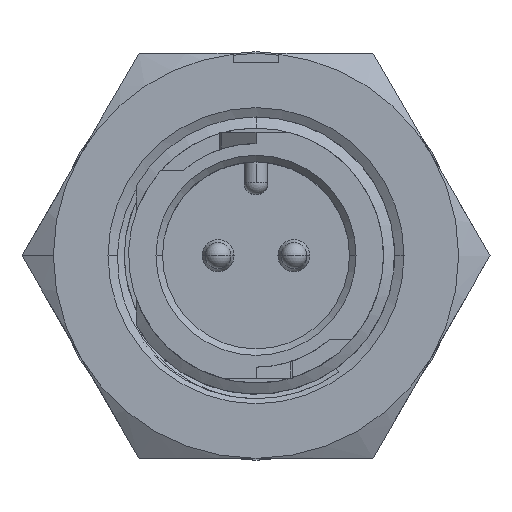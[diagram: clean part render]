
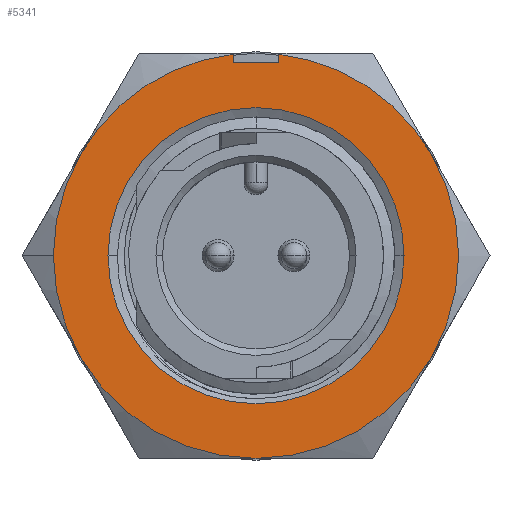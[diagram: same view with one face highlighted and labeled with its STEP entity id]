
A CAD part, top view. The second image highlights one B-rep face of the part: STEP entity #5341.
In plain terms, the highlighted planar face has unit normal (0, 0, 1).
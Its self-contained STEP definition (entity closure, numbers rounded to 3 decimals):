
#197 = LINE ( 'NONE', #11063, #1597 ) ;
#276 = CARTESIAN_POINT ( 'NONE',  ( 0., 0., 7.426 ) ) ;
#389 = CIRCLE ( 'NONE', #6688, 7.874 ) ;
#715 = CARTESIAN_POINT ( 'NONE',  ( -0.889, 7.493, 7.426 ) ) ;
#726 = DIRECTION ( 'NONE',  ( 0., 0., -1. ) ) ;
#827 = CARTESIAN_POINT ( 'NONE',  ( 0., 0., 7.426 ) ) ;
#859 = CARTESIAN_POINT ( 'NONE',  ( 0., 0., 7.426 ) ) ;
#959 = ORIENTED_EDGE ( 'NONE', *, *, #1444, .F. ) ;
#1006 = EDGE_LOOP ( 'NONE', ( #3151, #1404 ) ) ;
#1098 = AXIS2_PLACEMENT_3D ( 'NONE', #827, #7350, #7229 ) ;
#1213 = EDGE_CURVE ( 'NONE', #7979, #9247, #6249, .T. ) ;
#1330 = ORIENTED_EDGE ( 'NONE', *, *, #5872, .F. ) ;
#1404 = ORIENTED_EDGE ( 'NONE', *, *, #5148, .T. ) ;
#1408 = DIRECTION ( 'NONE',  ( 0., 0., -1. ) ) ;
#1444 = EDGE_CURVE ( 'NONE', #3953, #11675, #6832, .T. ) ;
#1459 = EDGE_CURVE ( 'NONE', #5584, #7979, #3963, .T. ) ;
#1597 = VECTOR ( 'NONE', #8488, 1000. ) ;
#1748 = ORIENTED_EDGE ( 'NONE', *, *, #6737, .F. ) ;
#1825 = EDGE_LOOP ( 'NONE', ( #2534, #11102, #959, #8290, #2845, #4242, #1748, #10009, #9141, #1330 ) ) ;
#1844 = DIRECTION ( 'NONE',  ( 0., 0., -1. ) ) ;
#1880 = DIRECTION ( 'NONE',  ( -1., 0., 0. ) ) ;
#1975 = LINE ( 'NONE', #3874, #11646 ) ;
#2015 = CIRCLE ( 'NONE', #11165, 7.874 ) ;
#2056 = EDGE_CURVE ( 'NONE', #11675, #10818, #1975, .T. ) ;
#2079 = CARTESIAN_POINT ( 'NONE',  ( 0., -7.874, 7.426 ) ) ;
#2123 = EDGE_CURVE ( 'NONE', #3001, #3296, #389, .T. ) ;
#2313 = DIRECTION ( 'NONE',  ( 1., 0., 0. ) ) ;
#2410 = CIRCLE ( 'NONE', #9075, 7.874 ) ;
#2439 = CARTESIAN_POINT ( 'NONE',  ( 0., 0., 7.426 ) ) ;
#2534 = ORIENTED_EDGE ( 'NONE', *, *, #4814, .F. ) ;
#2628 = DIRECTION ( 'NONE',  ( -1., 0., 0. ) ) ;
#2659 = FACE_BOUND ( 'NONE', #1006, .T. ) ;
#2714 = VERTEX_POINT ( 'NONE', #5093 ) ;
#2845 = ORIENTED_EDGE ( 'NONE', *, *, #1213, .F. ) ;
#3001 = VERTEX_POINT ( 'NONE', #9920 ) ;
#3151 = ORIENTED_EDGE ( 'NONE', *, *, #3579, .T. ) ;
#3156 = DIRECTION ( 'NONE',  ( 0., 0., -1. ) ) ;
#3296 = VERTEX_POINT ( 'NONE', #2079 ) ;
#3541 = CARTESIAN_POINT ( 'NONE',  ( 0., -15.748, 7.426 ) ) ;
#3579 = EDGE_CURVE ( 'NONE', #4190, #7985, #7348, .T. ) ;
#3761 = CARTESIAN_POINT ( 'NONE',  ( 5.753, 0., 7.426 ) ) ;
#3874 = CARTESIAN_POINT ( 'NONE',  ( 0.889, 8.938, 7.426 ) ) ;
#3918 = DIRECTION ( 'NONE',  ( 0., 0., -1. ) ) ;
#3953 = VERTEX_POINT ( 'NONE', #715 ) ;
#3963 = CIRCLE ( 'NONE', #4915, 7.874 ) ;
#4190 = VERTEX_POINT ( 'NONE', #3761 ) ;
#4242 = ORIENTED_EDGE ( 'NONE', *, *, #1459, .F. ) ;
#4558 = DIRECTION ( 'NONE',  ( -1., 0., 0. ) ) ;
#4814 = EDGE_CURVE ( 'NONE', #10818, #7072, #6246, .T. ) ;
#4826 = DIRECTION ( 'NONE',  ( 0., 1., 0. ) ) ;
#4907 = CARTESIAN_POINT ( 'NONE',  ( -7.874, 0., 7.426 ) ) ;
#4915 = AXIS2_PLACEMENT_3D ( 'NONE', #276, #3918, #5834 ) ;
#4937 = DIRECTION ( 'NONE',  ( -1., 0., 0. ) ) ;
#5033 = CARTESIAN_POINT ( 'NONE',  ( 0., 0., 7.426 ) ) ;
#5051 = DIRECTION ( 'NONE',  ( -1., 0., 0. ) ) ;
#5093 = CARTESIAN_POINT ( 'NONE',  ( -6.819, -3.937, 7.426 ) ) ;
#5148 = EDGE_CURVE ( 'NONE', #7985, #4190, #9894, .T. ) ;
#5269 = CARTESIAN_POINT ( 'NONE',  ( 0., 0., 7.426 ) ) ;
#5341 = ADVANCED_FACE ( 'NONE', ( #2659, #10940 ), #11717, .F. ) ;
#5362 = CARTESIAN_POINT ( 'NONE',  ( -0.889, 7.824, 7.426 ) ) ;
#5380 = DIRECTION ( 'NONE',  ( -1., 0., 0. ) ) ;
#5584 = VERTEX_POINT ( 'NONE', #4907 ) ;
#5834 = DIRECTION ( 'NONE',  ( -1., 0., 0. ) ) ;
#5872 = EDGE_CURVE ( 'NONE', #7072, #3001, #2015, .T. ) ;
#6246 = CIRCLE ( 'NONE', #1098, 7.874 ) ;
#6249 = CIRCLE ( 'NONE', #11777, 7.874 ) ;
#6395 = CARTESIAN_POINT ( 'NONE',  ( -5.753, 0., 7.426 ) ) ;
#6665 = CARTESIAN_POINT ( 'NONE',  ( -0.889, 7.493, 7.426 ) ) ;
#6688 = AXIS2_PLACEMENT_3D ( 'NONE', #7277, #1844, #2628 ) ;
#6737 = EDGE_CURVE ( 'NONE', #2714, #5584, #10577, .T. ) ;
#6832 = LINE ( 'NONE', #6665, #8547 ) ;
#6941 = AXIS2_PLACEMENT_3D ( 'NONE', #859, #9090, #1880 ) ;
#7072 = VERTEX_POINT ( 'NONE', #8287 ) ;
#7187 = DIRECTION ( 'NONE',  ( 0., 0., -1. ) ) ;
#7229 = DIRECTION ( 'NONE',  ( -1., 0., 0. ) ) ;
#7277 = CARTESIAN_POINT ( 'NONE',  ( 0., 0., 7.426 ) ) ;
#7348 = CIRCLE ( 'NONE', #6941, 5.753 ) ;
#7350 = DIRECTION ( 'NONE',  ( 0., 0., -1. ) ) ;
#7362 = AXIS2_PLACEMENT_3D ( 'NONE', #5033, #11642, #5380 ) ;
#7829 = DIRECTION ( 'NONE',  ( -1., 0., 0. ) ) ;
#7979 = VERTEX_POINT ( 'NONE', #8953 ) ;
#7985 = VERTEX_POINT ( 'NONE', #6395 ) ;
#8021 = AXIS2_PLACEMENT_3D ( 'NONE', #3541, #7187, #10822 ) ;
#8287 = CARTESIAN_POINT ( 'NONE',  ( 6.819, 3.937, 7.426 ) ) ;
#8290 = ORIENTED_EDGE ( 'NONE', *, *, #10611, .F. ) ;
#8488 = DIRECTION ( 'NONE',  ( 0., -1., 0. ) ) ;
#8547 = VECTOR ( 'NONE', #2313, 1000. ) ;
#8691 = CARTESIAN_POINT ( 'NONE',  ( 0., 0., 7.426 ) ) ;
#8953 = CARTESIAN_POINT ( 'NONE',  ( -6.819, 3.937, 7.426 ) ) ;
#9075 = AXIS2_PLACEMENT_3D ( 'NONE', #2439, #1408, #4937 ) ;
#9090 = DIRECTION ( 'NONE',  ( 0., 0., -1. ) ) ;
#9141 = ORIENTED_EDGE ( 'NONE', *, *, #2123, .F. ) ;
#9203 = EDGE_CURVE ( 'NONE', #3296, #2714, #2410, .T. ) ;
#9247 = VERTEX_POINT ( 'NONE', #5362 ) ;
#9430 = CARTESIAN_POINT ( 'NONE',  ( 0.889, 7.493, 7.426 ) ) ;
#9440 = CARTESIAN_POINT ( 'NONE',  ( 0.889, 7.824, 7.426 ) ) ;
#9894 = CIRCLE ( 'NONE', #10648, 5.753 ) ;
#9920 = CARTESIAN_POINT ( 'NONE',  ( 6.819, -3.937, 7.426 ) ) ;
#10009 = ORIENTED_EDGE ( 'NONE', *, *, #9203, .F. ) ;
#10144 = DIRECTION ( 'NONE',  ( 0., 0., -1. ) ) ;
#10577 = CIRCLE ( 'NONE', #7362, 7.874 ) ;
#10611 = EDGE_CURVE ( 'NONE', #9247, #3953, #197, .T. ) ;
#10648 = AXIS2_PLACEMENT_3D ( 'NONE', #10985, #10144, #5051 ) ;
#10818 = VERTEX_POINT ( 'NONE', #9440 ) ;
#10822 = DIRECTION ( 'NONE',  ( -1., 0., 0. ) ) ;
#10940 = FACE_OUTER_BOUND ( 'NONE', #1825, .T. ) ;
#10985 = CARTESIAN_POINT ( 'NONE',  ( 0., 0., 7.426 ) ) ;
#11063 = CARTESIAN_POINT ( 'NONE',  ( -0.889, 8.938, 7.426 ) ) ;
#11102 = ORIENTED_EDGE ( 'NONE', *, *, #2056, .F. ) ;
#11165 = AXIS2_PLACEMENT_3D ( 'NONE', #5269, #726, #7829 ) ;
#11642 = DIRECTION ( 'NONE',  ( 0., 0., -1. ) ) ;
#11646 = VECTOR ( 'NONE', #4826, 1000. ) ;
#11675 = VERTEX_POINT ( 'NONE', #9430 ) ;
#11717 = PLANE ( 'NONE',  #8021 ) ;
#11777 = AXIS2_PLACEMENT_3D ( 'NONE', #8691, #3156, #4558 ) ;
